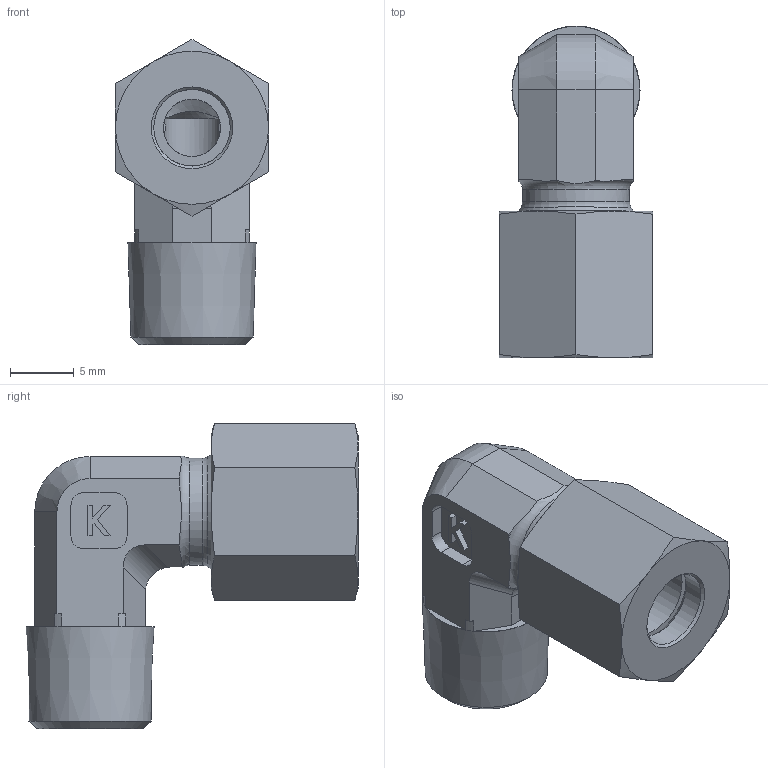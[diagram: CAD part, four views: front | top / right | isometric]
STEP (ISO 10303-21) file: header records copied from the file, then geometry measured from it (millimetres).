
FILE_DESCRIPTION((''),'2;1');
FILE_NAME('24001061810.stp','2014-08-26T10:53:01',(''),('KNOMI spol. s r. o.'),'Autodesk Inventor 2012','Autodesk Inventor 2012','');
FILE_SCHEMA(('AUTOMOTIVE_DESIGN { 1 2 10303 214 0 1 1 1 }'));
Length unit declared in the file: millimetre
Products named in the file (4): LHCR1K 6LLRkuž R1/8/M10x1; 23001 061810; 3900610; 40006
Assembly tree (3 placements, depth 2):
  LHCR1K 6LLRkuž R1/8/M10x1
    23001 061810
    3900610
    40006
Bounding box: 12 x 26.02 x 23.93 mm (x, y, z)
Volume: 2506.2 mm3; surface area: 2781.7 mm2
Topology: 3 solids, 3 shells, 123 faces, 307 edges, 199 vertices
Faces by surface type: plane 57, cone 33, cylinder 26, torus 7
Full cylindrical faces by diameter (mm): 4.5 x2, 6 x3, 7.5 x1, 8 x1, 8.4 x1, 8.917 x1, 10 x1
Entity records: 3761 total; most frequent: CARTESIAN_POINT 761, DIRECTION 582, ORIENTED_EDGE 532, EDGE_CURVE 266, AXIS2_PLACEMENT_3D 225, VERTEX_POINT 178, EDGE_LOOP 158, VECTOR 132
